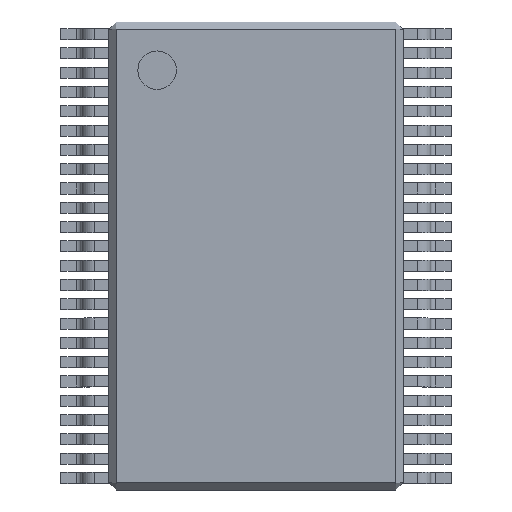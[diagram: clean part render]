
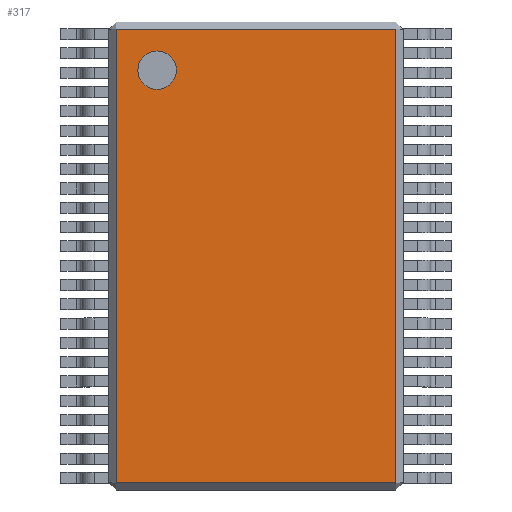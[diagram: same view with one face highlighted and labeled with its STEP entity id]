
A CAD part, top view. The second image highlights one B-rep face of the part: STEP entity #317.
In plain terms, the highlighted planar face has unit normal (0, 0, 1).
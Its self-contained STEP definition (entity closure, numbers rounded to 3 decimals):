
#13=DIRECTION('',(0.,0.,1.));
#14=DIRECTION('',(1.,0.,0.));
#111=VECTOR('',#112,1.);
#112=DIRECTION('',(0.,1.,0.));
#186=VERTEX_POINT('',#187);
#187=CARTESIAN_POINT('',(-2.9,-4.7,1.2));
#195=VERTEX_POINT('',#196);
#196=CARTESIAN_POINT('',(-2.9,4.7,1.2));
#201=ORIENTED_EDGE('',*,*,#202,.F.);
#202=EDGE_CURVE('',#186,#195,#203,.T.);
#203=LINE('',#204,#111);
#204=CARTESIAN_POINT('',(-2.9,-4.85,1.2));
#274=VECTOR('',#14,1.);
#317=ADVANCED_FACE('',(#318,#336),#345,.T.);
#318=FACE_BOUND('',#319,.T.);
#319=EDGE_LOOP('',(#201,#320,#326,#332));
#320=ORIENTED_EDGE('',*,*,#321,.T.);
#321=EDGE_CURVE('',#186,#322,#324,.T.);
#322=VERTEX_POINT('',#323);
#323=CARTESIAN_POINT('',(2.9,-4.7,1.2));
#324=LINE('',#325,#274);
#325=CARTESIAN_POINT('',(-3.05,-4.7,1.2));
#326=ORIENTED_EDGE('',*,*,#327,.T.);
#327=EDGE_CURVE('',#322,#328,#330,.T.);
#328=VERTEX_POINT('',#329);
#329=CARTESIAN_POINT('',(2.9,4.7,1.2));
#330=LINE('',#331,#111);
#331=CARTESIAN_POINT('',(2.9,-4.85,1.2));
#332=ORIENTED_EDGE('',*,*,#333,.F.);
#333=EDGE_CURVE('',#195,#328,#334,.T.);
#334=LINE('',#335,#274);
#335=CARTESIAN_POINT('',(-3.05,4.7,1.2));
#336=FACE_BOUND('',#337,.T.);
#337=EDGE_LOOP('',(#338));
#338=ORIENTED_EDGE('',*,*,#339,.F.);
#339=EDGE_CURVE('',#340,#340,#342,.T.);
#340=VERTEX_POINT('',#341);
#341=CARTESIAN_POINT('',(-1.65,3.85,1.2));
#342=CIRCLE('',#343,0.4);
#343=AXIS2_PLACEMENT_3D('',#344,#13,#14);
#344=CARTESIAN_POINT('',(-2.05,3.85,1.2));
#345=PLANE('',#346);
#346=AXIS2_PLACEMENT_3D('',#347,#13,#14);
#347=CARTESIAN_POINT('',(-3.05,-4.85,1.2));
